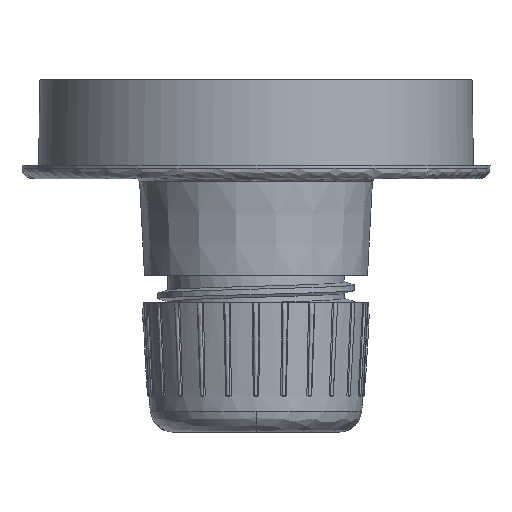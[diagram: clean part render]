
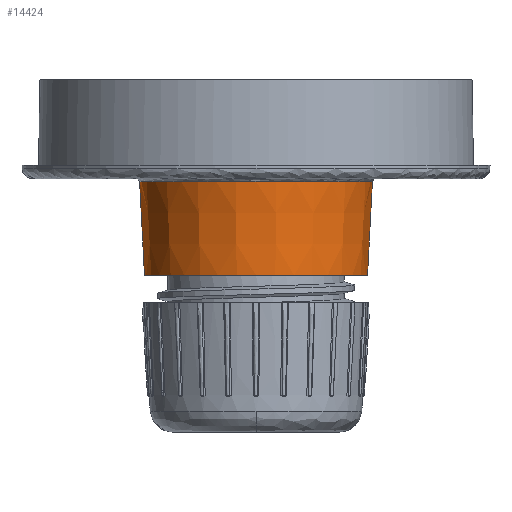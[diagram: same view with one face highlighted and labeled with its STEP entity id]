
A CAD part, front view. The second image highlights one B-rep face of the part: STEP entity #14424.
In plain terms, the highlighted conical face has half-angle 3 degrees and reference radius 21.142 mm.
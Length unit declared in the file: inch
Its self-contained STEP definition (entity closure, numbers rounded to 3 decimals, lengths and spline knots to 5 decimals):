
#2277 = AXIS2_PLACEMENT_3D ( 'NONE', #8430, #13328, #7990 ) ;
#2460 = DIRECTION ( 'NONE',  ( -0.052, 0., 0.999 ) ) ;
#4299 = LINE ( 'NONE', #16336, #10786 ) ;
#4485 = DIRECTION ( 'NONE',  ( 0., 0., 1. ) ) ;
#4959 = DIRECTION ( 'NONE',  ( 0., 0., 1. ) ) ;
#5229 = VERTEX_POINT ( 'NONE', #15269 ) ;
#5451 = VECTOR ( 'NONE', #2460, 39.37008 ) ;
#6393 = CONICAL_SURFACE ( 'NONE', #12078, 0.83237, 0.052 ) ;
#6483 = AXIS2_PLACEMENT_3D ( 'NONE', #20214, #4959, #21785 ) ;
#7133 = ORIENTED_EDGE ( 'NONE', *, *, #21148, .T. ) ;
#7710 = LINE ( 'NONE', #17733, #5451 ) ;
#7990 = DIRECTION ( 'NONE',  ( 1., 0., 0. ) ) ;
#8430 = CARTESIAN_POINT ( 'NONE',  ( 0., 0., -0.01865 ) ) ;
#8517 = EDGE_CURVE ( 'NONE', #19669, #11562, #18906, .T. ) ;
#10227 = CARTESIAN_POINT ( 'NONE',  ( -0.83237, 0., -0.01865 ) ) ;
#10786 = VECTOR ( 'NONE', #16114, 39.37008 ) ;
#11115 = ORIENTED_EDGE ( 'NONE', *, *, #21926, .T. ) ;
#11206 = CARTESIAN_POINT ( 'NONE',  ( -0.79724, 0., -0.68898 ) ) ;
#11562 = VERTEX_POINT ( 'NONE', #16957 ) ;
#12078 = AXIS2_PLACEMENT_3D ( 'NONE', #16299, #4485, #14299 ) ;
#12233 = CIRCLE ( 'NONE', #2277, 0.83237 ) ;
#13328 = DIRECTION ( 'NONE',  ( 0., 0., -1. ) ) ;
#14299 = DIRECTION ( 'NONE',  ( 1., 0., 0. ) ) ;
#14424 = ADVANCED_FACE ( 'NONE', ( #19520 ), #6393, .T. ) ;
#14871 = ORIENTED_EDGE ( 'NONE', *, *, #21486, .F. ) ;
#15269 = CARTESIAN_POINT ( 'NONE',  ( 0.83237, 0., -0.01865 ) ) ;
#15306 = VERTEX_POINT ( 'NONE', #10227 ) ;
#16114 = DIRECTION ( 'NONE',  ( 0.052, 0., 0.999 ) ) ;
#16299 = CARTESIAN_POINT ( 'NONE',  ( 0., 0., -0.01865 ) ) ;
#16336 = CARTESIAN_POINT ( 'NONE',  ( 0.83237, 0., -0.01865 ) ) ;
#16957 = CARTESIAN_POINT ( 'NONE',  ( 0.79724, 0., -0.68898 ) ) ;
#17733 = CARTESIAN_POINT ( 'NONE',  ( -0.83237, 0., -0.01865 ) ) ;
#18906 = CIRCLE ( 'NONE', #6483, 0.79724 ) ;
#18967 = EDGE_LOOP ( 'NONE', ( #14871, #21259, #7133, #11115 ) ) ;
#19520 = FACE_OUTER_BOUND ( 'NONE', #18967, .T. ) ;
#19669 = VERTEX_POINT ( 'NONE', #11206 ) ;
#20214 = CARTESIAN_POINT ( 'NONE',  ( 0., 0., -0.68898 ) ) ;
#21148 = EDGE_CURVE ( 'NONE', #11562, #5229, #4299, .T. ) ;
#21259 = ORIENTED_EDGE ( 'NONE', *, *, #8517, .T. ) ;
#21486 = EDGE_CURVE ( 'NONE', #19669, #15306, #7710, .T. ) ;
#21785 = DIRECTION ( 'NONE',  ( 1., 0., 0. ) ) ;
#21926 = EDGE_CURVE ( 'NONE', #5229, #15306, #12233, .T. ) ;
